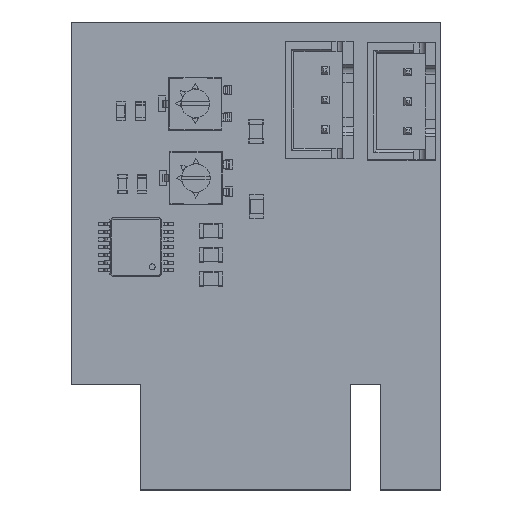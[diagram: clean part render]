
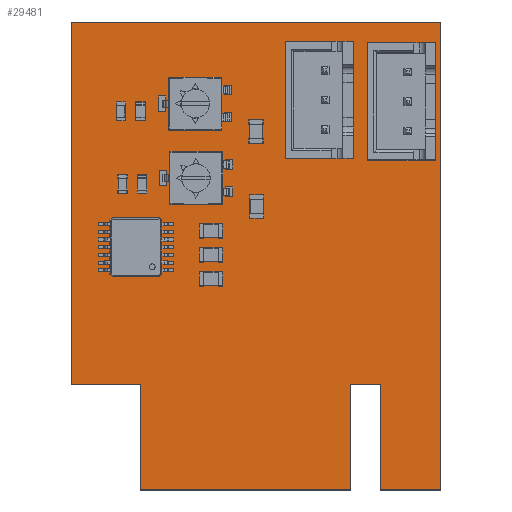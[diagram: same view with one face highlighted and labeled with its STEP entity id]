
A CAD part, top view. The second image highlights one B-rep face of the part: STEP entity #29481.
In plain terms, the highlighted planar face has unit normal (0, 0, 1).
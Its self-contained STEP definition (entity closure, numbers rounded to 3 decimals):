
#29247 = VERTEX_POINT('',#29248);
#29248 = CARTESIAN_POINT('',(15.621,-10.9,1.6));
#29254 = EDGE_CURVE('',#29247,#29255,#29257,.T.);
#29255 = VERTEX_POINT('',#29256);
#29256 = CARTESIAN_POINT('',(15.621,-19.79,1.6));
#29257 = LINE('',#29258,#29259);
#29258 = CARTESIAN_POINT('',(15.621,-10.9,1.6));
#29259 = VECTOR('',#29260,1.);
#29260 = DIRECTION('',(0.,-1.,0.));
#29287 = VERTEX_POINT('',#29288);
#29288 = CARTESIAN_POINT('',(15.621,19.8,1.6));
#29294 = EDGE_CURVE('',#29287,#29247,#29295,.T.);
#29295 = LINE('',#29296,#29297);
#29296 = CARTESIAN_POINT('',(15.621,19.8,1.6));
#29297 = VECTOR('',#29298,1.);
#29298 = DIRECTION('',(0.,-1.,0.));
#29316 = EDGE_CURVE('',#29255,#29317,#29319,.T.);
#29317 = VERTEX_POINT('',#29318);
#29318 = CARTESIAN_POINT('',(10.541,-19.79,1.6));
#29319 = LINE('',#29320,#29321);
#29320 = CARTESIAN_POINT('',(15.621,-19.79,1.6));
#29321 = VECTOR('',#29322,1.);
#29322 = DIRECTION('',(-1.,0.,0.));
#29481 = ADVANCED_FACE('',(#29482,#29549,#29560,#29571,#29582,#29593,
    #29604),#29615,.F.);
#29482 = FACE_BOUND('',#29483,.F.);
#29483 = EDGE_LOOP('',(#29484,#29485,#29486,#29494,#29502,#29510,#29518,
    #29526,#29534,#29542,#29548));
#29484 = ORIENTED_EDGE('',*,*,#29254,.T.);
#29485 = ORIENTED_EDGE('',*,*,#29316,.T.);
#29486 = ORIENTED_EDGE('',*,*,#29487,.T.);
#29487 = EDGE_CURVE('',#29317,#29488,#29490,.T.);
#29488 = VERTEX_POINT('',#29489);
#29489 = CARTESIAN_POINT('',(10.541,-10.9,1.6));
#29490 = LINE('',#29491,#29492);
#29491 = CARTESIAN_POINT('',(10.541,-19.79,1.6));
#29492 = VECTOR('',#29493,1.);
#29493 = DIRECTION('',(0.,1.,0.));
#29494 = ORIENTED_EDGE('',*,*,#29495,.T.);
#29495 = EDGE_CURVE('',#29488,#29496,#29498,.T.);
#29496 = VERTEX_POINT('',#29497);
#29497 = CARTESIAN_POINT('',(8.001,-10.9,1.6));
#29498 = LINE('',#29499,#29500);
#29499 = CARTESIAN_POINT('',(10.541,-10.9,1.6));
#29500 = VECTOR('',#29501,1.);
#29501 = DIRECTION('',(-1.,0.,0.));
#29502 = ORIENTED_EDGE('',*,*,#29503,.T.);
#29503 = EDGE_CURVE('',#29496,#29504,#29506,.T.);
#29504 = VERTEX_POINT('',#29505);
#29505 = CARTESIAN_POINT('',(8.001,-19.79,1.6));
#29506 = LINE('',#29507,#29508);
#29507 = CARTESIAN_POINT('',(8.001,-10.9,1.6));
#29508 = VECTOR('',#29509,1.);
#29509 = DIRECTION('',(0.,-1.,0.));
#29510 = ORIENTED_EDGE('',*,*,#29511,.T.);
#29511 = EDGE_CURVE('',#29504,#29512,#29514,.T.);
#29512 = VERTEX_POINT('',#29513);
#29513 = CARTESIAN_POINT('',(-9.779,-19.79,1.6));
#29514 = LINE('',#29515,#29516);
#29515 = CARTESIAN_POINT('',(8.001,-19.79,1.6));
#29516 = VECTOR('',#29517,1.);
#29517 = DIRECTION('',(-1.,0.,0.));
#29518 = ORIENTED_EDGE('',*,*,#29519,.T.);
#29519 = EDGE_CURVE('',#29512,#29520,#29522,.T.);
#29520 = VERTEX_POINT('',#29521);
#29521 = CARTESIAN_POINT('',(-9.779,-10.9,1.6));
#29522 = LINE('',#29523,#29524);
#29523 = CARTESIAN_POINT('',(-9.779,-19.79,1.6));
#29524 = VECTOR('',#29525,1.);
#29525 = DIRECTION('',(0.,1.,0.));
#29526 = ORIENTED_EDGE('',*,*,#29527,.T.);
#29527 = EDGE_CURVE('',#29520,#29528,#29530,.T.);
#29528 = VERTEX_POINT('',#29529);
#29529 = CARTESIAN_POINT('',(-15.621,-10.9,1.6));
#29530 = LINE('',#29531,#29532);
#29531 = CARTESIAN_POINT('',(-9.779,-10.9,1.6));
#29532 = VECTOR('',#29533,1.);
#29533 = DIRECTION('',(-1.,0.,0.));
#29534 = ORIENTED_EDGE('',*,*,#29535,.T.);
#29535 = EDGE_CURVE('',#29528,#29536,#29538,.T.);
#29536 = VERTEX_POINT('',#29537);
#29537 = CARTESIAN_POINT('',(-15.621,19.8,1.6));
#29538 = LINE('',#29539,#29540);
#29539 = CARTESIAN_POINT('',(-15.621,-10.9,1.6));
#29540 = VECTOR('',#29541,1.);
#29541 = DIRECTION('',(0.,1.,0.));
#29542 = ORIENTED_EDGE('',*,*,#29543,.T.);
#29543 = EDGE_CURVE('',#29536,#29287,#29544,.T.);
#29544 = LINE('',#29545,#29546);
#29545 = CARTESIAN_POINT('',(-15.621,19.8,1.6));
#29546 = VECTOR('',#29547,1.);
#29547 = DIRECTION('',(1.,0.,0.));
#29548 = ORIENTED_EDGE('',*,*,#29294,.T.);
#29549 = FACE_BOUND('',#29550,.F.);
#29550 = EDGE_LOOP('',(#29551));
#29551 = ORIENTED_EDGE('',*,*,#29552,.F.);
#29552 = EDGE_CURVE('',#29553,#29553,#29555,.T.);
#29553 = VERTEX_POINT('',#29554);
#29554 = CARTESIAN_POINT('',(12.827,10.094,1.6));
#29555 = CIRCLE('',#29556,0.475);
#29556 = AXIS2_PLACEMENT_3D('',#29557,#29558,#29559);
#29557 = CARTESIAN_POINT('',(12.827,10.569,1.6));
#29558 = DIRECTION('',(-0.,0.,-1.));
#29559 = DIRECTION('',(-0.,-1.,0.));
#29560 = FACE_BOUND('',#29561,.F.);
#29561 = EDGE_LOOP('',(#29562));
#29562 = ORIENTED_EDGE('',*,*,#29563,.F.);
#29563 = EDGE_CURVE('',#29564,#29564,#29566,.T.);
#29564 = VERTEX_POINT('',#29565);
#29565 = CARTESIAN_POINT('',(12.827,12.594,1.6));
#29566 = CIRCLE('',#29567,0.475);
#29567 = AXIS2_PLACEMENT_3D('',#29568,#29569,#29570);
#29568 = CARTESIAN_POINT('',(12.827,13.069,1.6));
#29569 = DIRECTION('',(-0.,0.,-1.));
#29570 = DIRECTION('',(-0.,-1.,0.));
#29571 = FACE_BOUND('',#29572,.F.);
#29572 = EDGE_LOOP('',(#29573));
#29573 = ORIENTED_EDGE('',*,*,#29574,.F.);
#29574 = EDGE_CURVE('',#29575,#29575,#29577,.T.);
#29575 = VERTEX_POINT('',#29576);
#29576 = CARTESIAN_POINT('',(5.859,10.221,1.6));
#29577 = CIRCLE('',#29578,0.475);
#29578 = AXIS2_PLACEMENT_3D('',#29579,#29580,#29581);
#29579 = CARTESIAN_POINT('',(5.859,10.696,1.6));
#29580 = DIRECTION('',(-0.,0.,-1.));
#29581 = DIRECTION('',(-0.,-1.,0.));
#29582 = FACE_BOUND('',#29583,.F.);
#29583 = EDGE_LOOP('',(#29584));
#29584 = ORIENTED_EDGE('',*,*,#29585,.F.);
#29585 = EDGE_CURVE('',#29586,#29586,#29588,.T.);
#29586 = VERTEX_POINT('',#29587);
#29587 = CARTESIAN_POINT('',(12.827,15.094,1.6));
#29588 = CIRCLE('',#29589,0.475);
#29589 = AXIS2_PLACEMENT_3D('',#29590,#29591,#29592);
#29590 = CARTESIAN_POINT('',(12.827,15.569,1.6));
#29591 = DIRECTION('',(-0.,0.,-1.));
#29592 = DIRECTION('',(-0.,-1.,0.));
#29593 = FACE_BOUND('',#29594,.F.);
#29594 = EDGE_LOOP('',(#29595));
#29595 = ORIENTED_EDGE('',*,*,#29596,.F.);
#29596 = EDGE_CURVE('',#29597,#29597,#29599,.T.);
#29597 = VERTEX_POINT('',#29598);
#29598 = CARTESIAN_POINT('',(5.859,12.721,1.6));
#29599 = CIRCLE('',#29600,0.475);
#29600 = AXIS2_PLACEMENT_3D('',#29601,#29602,#29603);
#29601 = CARTESIAN_POINT('',(5.859,13.196,1.6));
#29602 = DIRECTION('',(-0.,0.,-1.));
#29603 = DIRECTION('',(-0.,-1.,0.));
#29604 = FACE_BOUND('',#29605,.F.);
#29605 = EDGE_LOOP('',(#29606));
#29606 = ORIENTED_EDGE('',*,*,#29607,.F.);
#29607 = EDGE_CURVE('',#29608,#29608,#29610,.T.);
#29608 = VERTEX_POINT('',#29609);
#29609 = CARTESIAN_POINT('',(5.859,15.221,1.6));
#29610 = CIRCLE('',#29611,0.475);
#29611 = AXIS2_PLACEMENT_3D('',#29612,#29613,#29614);
#29612 = CARTESIAN_POINT('',(5.859,15.696,1.6));
#29613 = DIRECTION('',(-0.,0.,-1.));
#29614 = DIRECTION('',(-0.,-1.,0.));
#29615 = PLANE('',#29616);
#29616 = AXIS2_PLACEMENT_3D('',#29617,#29618,#29619);
#29617 = CARTESIAN_POINT('',(1.36,-1.239,1.6));
#29618 = DIRECTION('',(-0.,-0.,-1.));
#29619 = DIRECTION('',(-1.,0.,0.));
